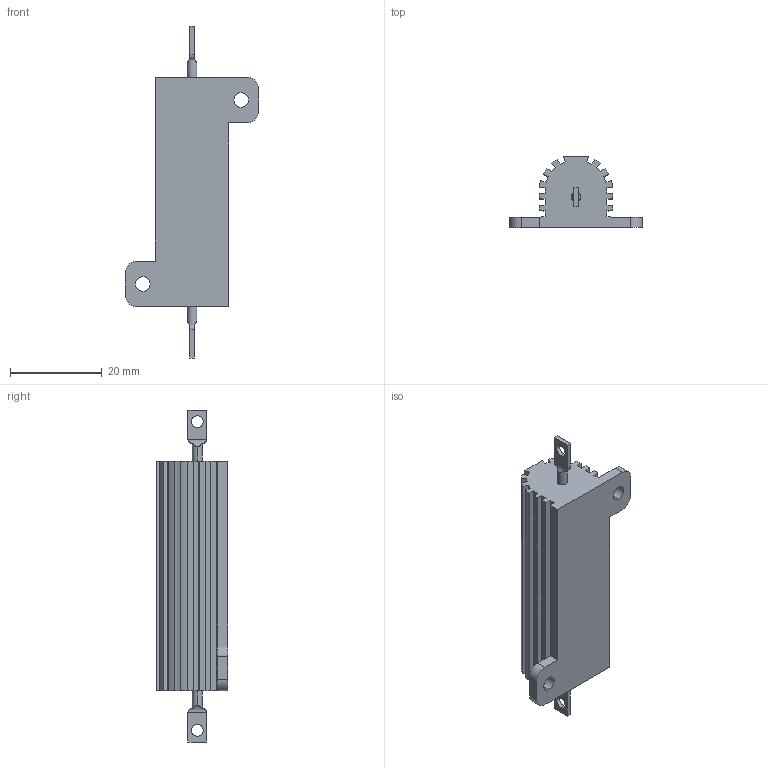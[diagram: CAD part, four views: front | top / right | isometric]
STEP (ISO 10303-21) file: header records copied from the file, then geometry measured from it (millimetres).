
FILE_DESCRIPTION (( 'STEP AP214' ), '1' );
FILE_NAME ('VIDEFAU04039552021.step', '2006-04-03T13:05:06', ( 'sysAdmin' ), ( 'SolidWorks' ), 'SwSTEP 2.0', 'SolidWorks 2006079', '' );
FILE_SCHEMA (( 'AUTOMOTIVE_DESIGN' ));
Length unit declared in the file: inch
Products named in the file (1): VIDEFAU04039552021
Bounding box: 28.96 x 15.49 x 72.24 mm (x, y, z)
Volume: 10585.3 mm3; surface area: 5127.1 mm2
Topology: 1 solids, 1 shells, 106 faces, 296 edges, 194 vertices
Faces by surface type: plane 74, cylinder 32
Entity records: 3525 total; most frequent: CARTESIAN_POINT 727, ORIENTED_EDGE 592, DIRECTION 558, EDGE_CURVE 296, VECTOR 216, LINE 216, VERTEX_POINT 194, AXIS2_PLACEMENT_3D 171
